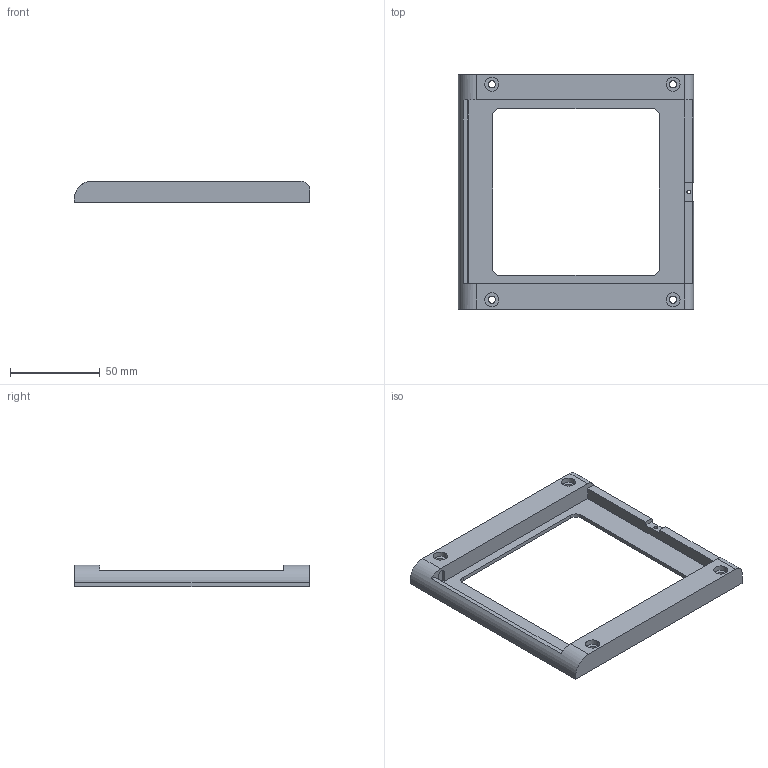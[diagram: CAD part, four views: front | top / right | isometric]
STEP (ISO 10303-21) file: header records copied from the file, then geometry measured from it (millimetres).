
FILE_DESCRIPTION (( 'STEP AP214' ), '1' );
FILE_NAME ('Ðàìêà ìîíòàæíàÿ 96õ96.STEP', '2017-08-04T17:22:08', ( '' ), ( '' ), 'SwSTEP 2.0', 'SolidWorks 2013', '' );
FILE_SCHEMA (( 'AUTOMOTIVE_DESIGN' ));
Length unit declared in the file: millimetre
Products named in the file (1): Ðàìêà ìîíòàæíàÿ 96õ96
Bounding box: 131 x 130.6 x 12.2 mm (x, y, z)
Volume: 57279.7 mm3; surface area: 27894.7 mm2
Topology: 1 solids, 1 shells, 68 faces, 189 edges, 126 vertices
Faces by surface type: plane 40, cylinder 28
Entity records: 2255 total; most frequent: DIRECTION 387, CARTESIAN_POINT 384, ORIENTED_EDGE 378, EDGE_CURVE 189, AXIS2_PLACEMENT_3D 129, VECTOR 129, LINE 129, VERTEX_POINT 126
